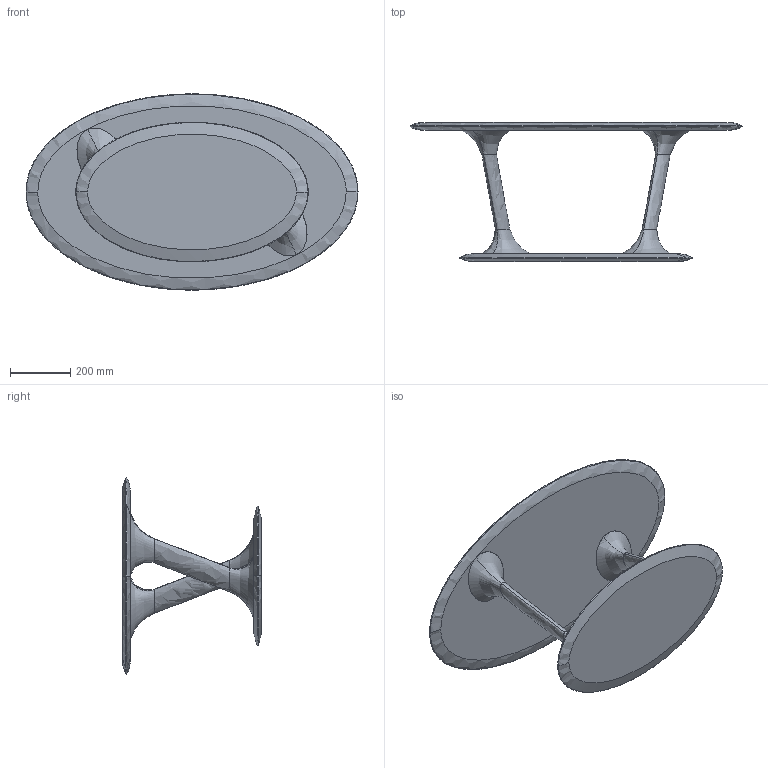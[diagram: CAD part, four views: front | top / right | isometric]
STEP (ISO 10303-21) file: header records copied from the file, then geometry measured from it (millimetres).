
FILE_DESCRIPTION (( 'STEP AP203' ), '1' );
FILE_NAME ('0. Girar twist table - sklop.STEP', '2023-11-23T10:38:51', ( '' ), ( '' ), 'SwSTEP 2.0', 'SolidWorks 2023', '' );
FILE_SCHEMA (( 'CONFIG_CONTROL_DESIGN' ));
Length unit declared in the file: millimetre
Products named in the file (1): 0. Girar twist table - sklop
Bounding box: 1099.99 x 460 x 650 mm (x, y, z)
Volume: 23320087.8 mm3; surface area: 2136555 mm2
Topology: 8 solids, 8 shells, 104 faces, 212 edges, 136 vertices
Faces by surface type: plane 44, bspline 40, cylinder 20
Entity records: 11903 total; most frequent: CARTESIAN_POINT 9945, ORIENTED_EDGE 424, DIRECTION 298, EDGE_CURVE 212, VERTEX_POINT 136, EDGE_LOOP 116, AXIS2_PLACEMENT_3D 105, ADVANCED_FACE 104
